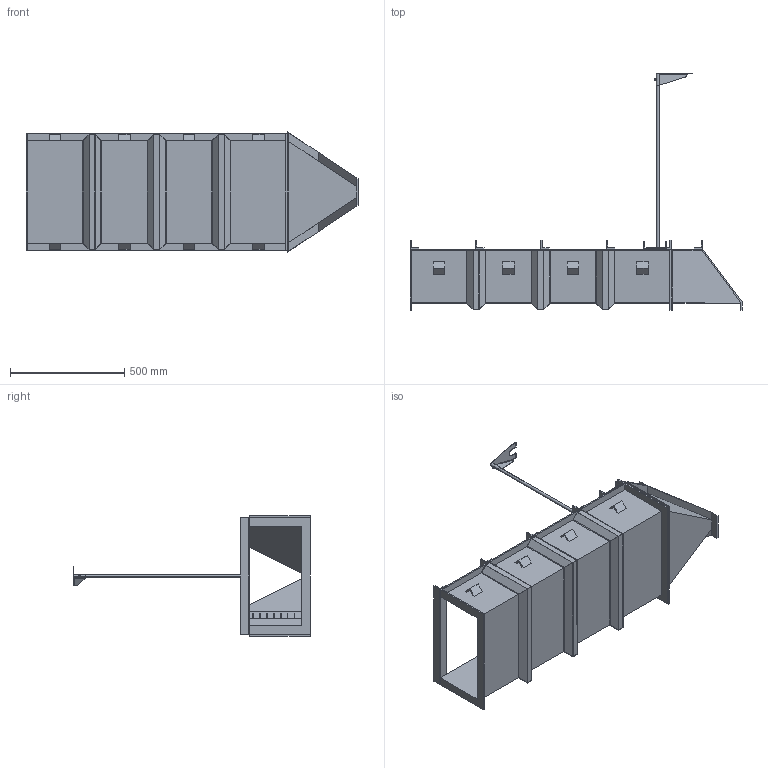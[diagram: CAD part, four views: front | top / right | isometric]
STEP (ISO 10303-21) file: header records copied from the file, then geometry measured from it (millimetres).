
FILE_DESCRIPTION (( 'STEP AP214' ), '1' );
FILE_NAME ('0.75H Flume Assy with options.STEP', '2020-08-28T12:47:44', ( '' ), ( '' ), 'SwSTEP 2.0', 'SolidWorks 2020', '' );
FILE_SCHEMA (( 'AUTOMOTIVE_DESIGN' ));
Length unit declared in the file: inch
Products named in the file (13): Parshall Staff Gauge 24in long parshall staff gauge_English Staff Gauge - 9in; shaft_30in Default; C Channel Ultrasonic Bkt_0.5H Flume; Top Bracket Tube; Ulstrasonic Bracket Assy_30in height - Default; H Flume Ultrasonic Bkt Assem1_0.5H Flume; 0.75H H Flume ApproacH Section_0.75'' H; hex nut_ai_HNUT 0.2500-20-D-N; Top Bracket Rev A sheet metal; base plate; Ultrasonic Top Plate Assembly Rev A; 0.75H H Flume_0.75'' H FLUME W-OPTIONS; 0.75H Flume Assy with options
Assembly tree (12 placements, depth 5):
  0.75H Flume Assy with options
    0.75H H Flume_0.75'' H FLUME W-OPTIONS
    0.75H H Flume ApproacH Section_0.75'' H
    H Flume Ultrasonic Bkt Assem1_0.5H Flume
      Ulstrasonic Bracket Assy_30in height - Default
        base plate
        shaft_30in Default
        Ultrasonic Top Plate Assembly Rev A
          Top Bracket Rev A sheet metal
          Top Bracket Tube
          hex nut_ai_HNUT 0.2500-20-D-N
      C Channel Ultrasonic Bkt_0.5H Flume
    Parshall Staff Gauge 24in long parshall staff gauge_English Staff Gauge - 9in
Bounding box: 1451.61 x 1034.99 x 525.92 mm (x, y, z)
Volume: 11926736.5 mm3; surface area: 4792163.1 mm2
Topology: 36 solids, 36 shells, 398 faces, 952 edges, 624 vertices
Faces by surface type: plane 349, cylinder 31, cone 16, bspline 2
Entity records: 14103 total; most frequent: CARTESIAN_POINT 2426, ORIENTED_EDGE 1904, DIRECTION 1806, EDGE_CURVE 952, LINE 850, VECTOR 850, VERTEX_POINT 624, AXIS2_PLACEMENT_3D 478
